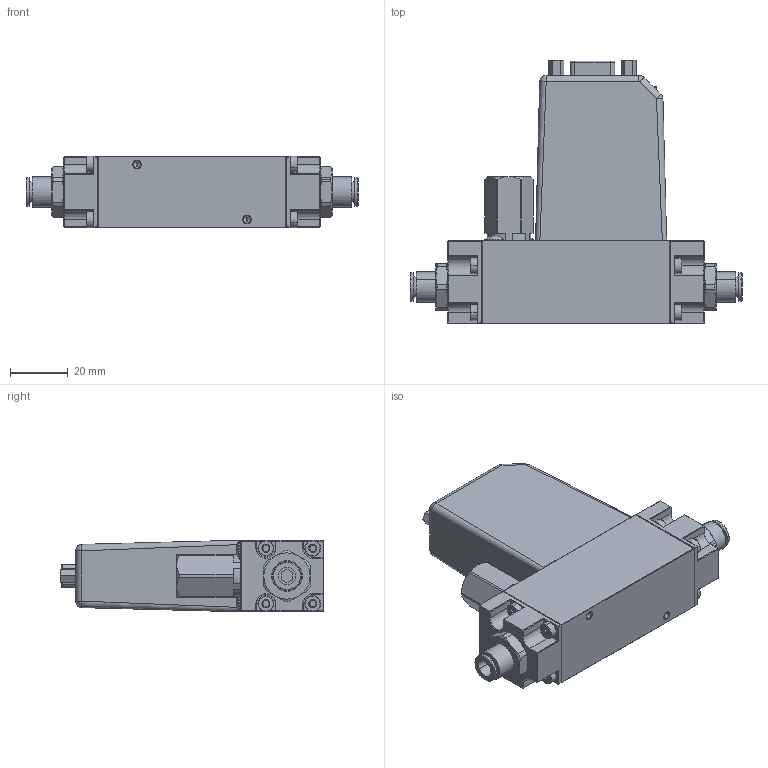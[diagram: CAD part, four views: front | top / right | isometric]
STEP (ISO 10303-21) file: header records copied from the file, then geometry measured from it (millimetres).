
FILE_DESCRIPTION (( 'STEP AP214' ), '1' );
FILE_NAME ('151459-_Datenblatt SFC5500.step', '2021-03-29T06:53:09', ( '' ), ( '' ), 'SwSTEP 2.0', 'SolidWorks 2019', '' );
FILE_SCHEMA (( 'AUTOMOTIVE_DESIGN' ));
Length unit declared in the file: millimetre
Products named in the file (5): leg_3101_06_13; 129048; 151459-_Datenblatt SFC5500; 149863_00; 05_Zylinderschraube mit Innensechsrund ISO 14580_M03x08
Assembly tree (13 placements, depth 2):
  151459-_Datenblatt SFC5500
    129048
    149863_00  x2
    leg_3101_06_13  x2
    05_Zylinderschraube mit Innensechsrund ISO 14580_M03x08  x8
Bounding box: 115 x 91.2 x 24.8 mm (x, y, z)
Volume: 121933.9 mm3; surface area: 29458.7 mm2
Topology: 13 solids, 15 shells, 1481 faces, 3758 edges, 2341 vertices
Faces by surface type: plane 862, cylinder 336, cone 218, torus 49, bspline 12, sphere 4
Entity records: 42700 total; most frequent: CARTESIAN_POINT 6688, ORIENTED_EDGE 5600, DIRECTION 5358, EDGE_CURVE 2800, LINE 2204, VECTOR 2204, VERTEX_POINT 1776, AXIS2_PLACEMENT_3D 1577
